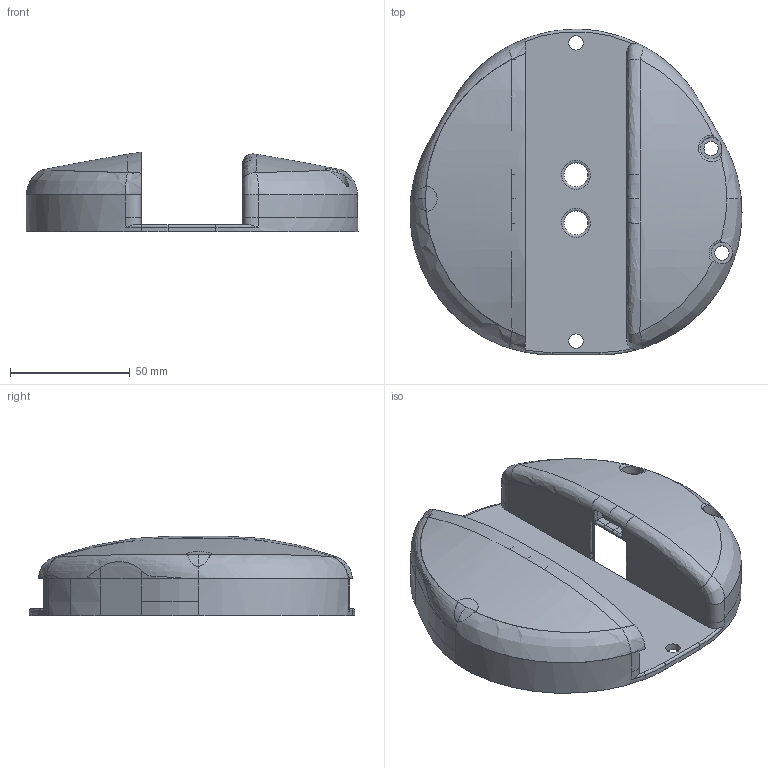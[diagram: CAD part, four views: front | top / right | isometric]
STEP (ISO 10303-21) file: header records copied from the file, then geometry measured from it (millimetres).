
FILE_DESCRIPTION(/* description */ ('STEP AP242','CAx-IF Rec.Pracs.---Representation and Presentation of Product Manufacturing Information (PMI)---4.0---2014-10-13','CAx-IF Rec.Pracs.---3D Tessellated Geometry---0.4---2014-09-14','2;1'),/* implementation_level */ '2;1');
FILE_NAME(/* name */ '6855f13fc5ed350367ee5cb6',/* time_stamp */ '2025-06-20T23:39:45Z',/* author */ (''),/* organization */ (''),/* preprocessor_version */ 'ST-DEVELOPER v20',/* originating_system */ 'ONSHAPE BY PTC INC, 1.199',/* authorisation */ ' ');
FILE_SCHEMA (('AP242_MANAGED_MODEL_BASED_3D_ENGINEERING_MIM_LF { 1 0 10303 442 1 1 4 }'));
Length unit declared in the file: metre
Products named in the file (2): Surface 1; Part 1
Bounding box: 138.44 x 135.77 x 33.3 mm (x, y, z)
Volume: 74717.6 mm3; surface area: 65033.7 mm2
Topology: 1 solids, 2 shells, 214 faces, 587 edges, 376 vertices
Faces by surface type: bspline 107, plane 54, cylinder 53
Full cylindrical faces by diameter (mm): 2.2 x2, 4.2 x1, 6 x5, 9 x3, 10 x2
Entity records: 41137 total; most frequent: CARTESIAN_POINT 36820, ORIENTED_EDGE 1119, EDGE_CURVE 565, DIRECTION 431, B_SPLINE_CURVE_WITH_KNOTS 392, VERTEX_POINT 372, EDGE_LOOP 254, FACE_BOUND 254
